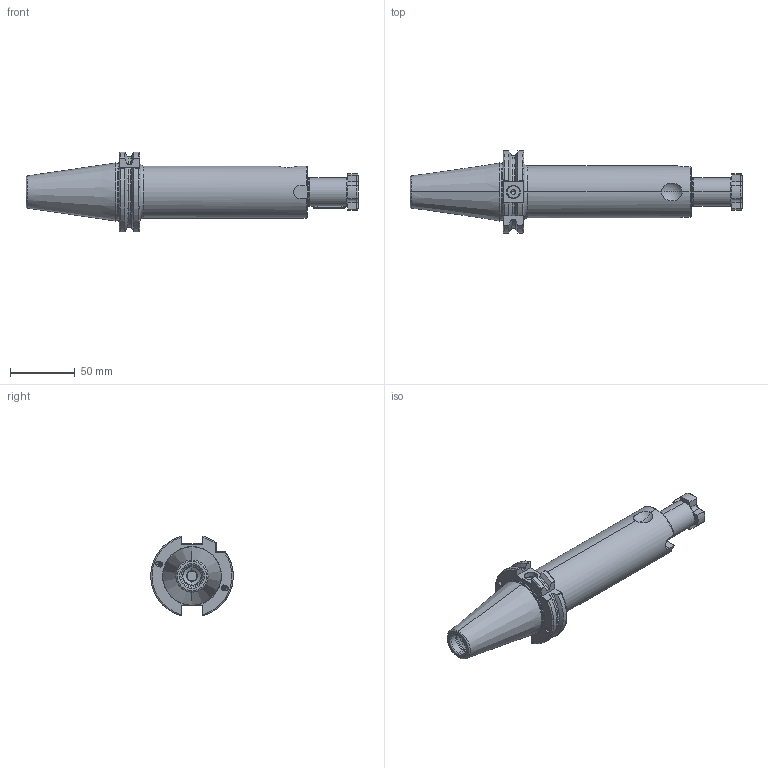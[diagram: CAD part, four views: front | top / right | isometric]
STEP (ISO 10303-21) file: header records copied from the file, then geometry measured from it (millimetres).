
FILE_DESCRIPTION (( 'STEP AP203' ), '1' );
FILE_NAME ('403.10.22.2.STEP', '2016-07-22T10:36:03', ( '' ), ( '' ), 'SwSTEP 2.0', 'SolidWorks 2012', '' );
FILE_SCHEMA (( 'CONFIG_CONTROL_DESIGN' ));
Length unit declared in the file: millimetre
Products named in the file (4): 403.10.22.2; SC22用鍵_6x6x25L; 十字螺絲FMB22
Assembly tree (3 placements, depth 2):
  403.10.22.2
    403.10.22.2
    SC22用鍵_6x6x25L
    十字螺絲FMB22
Bounding box: 255.4 x 63.33 x 61.24 mm (x, y, z)
Volume: 253659.1 mm3; surface area: 50928.6 mm2
Topology: 3 solids, 3 shells, 399 faces, 1058 edges, 660 vertices
Faces by surface type: cylinder 190, plane 79, torus 50, cone 48, bspline 30, sphere 2
Entity records: 24436 total; most frequent: CARTESIAN_POINT 15269, ORIENTED_EDGE 2096, DIRECTION 1583, EDGE_CURVE 1048, VERTEX_POINT 660, AXIS2_PLACEMENT_3D 606, EDGE_LOOP 412, FACE_OUTER_BOUND 399
